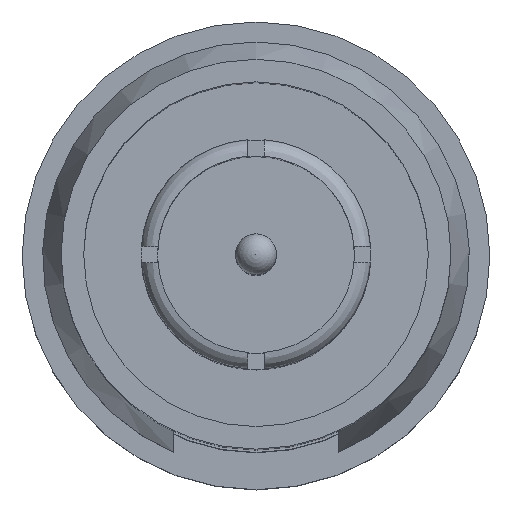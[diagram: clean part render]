
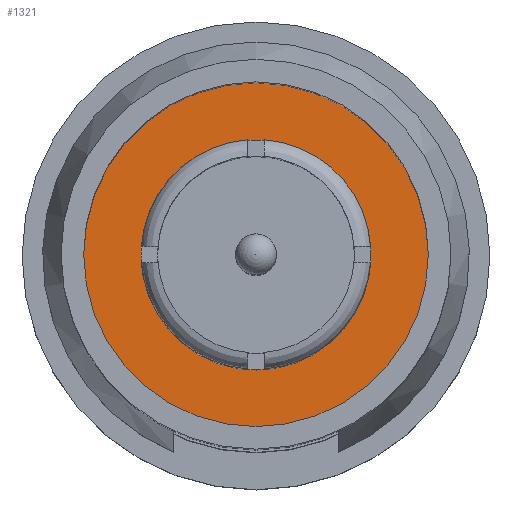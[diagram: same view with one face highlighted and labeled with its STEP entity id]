
A CAD part, top view. The second image highlights one B-rep face of the part: STEP entity #1321.
In plain terms, the highlighted planar face has unit normal (0, 0, 1).
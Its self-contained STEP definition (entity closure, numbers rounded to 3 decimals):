
#1200=PLANE('',#4733);
#1321=ADVANCED_FACE('',(#1559,#1560),#1200,.T.);
#1559=FACE_BOUND('',#1664,.T.);
#1560=FACE_BOUND('',#1665,.T.);
#1664=EDGE_LOOP('',(#2029));
#1665=EDGE_LOOP('',(#2030));
#2029=ORIENTED_EDGE('',*,*,#3033,.F.);
#2030=ORIENTED_EDGE('',*,*,#3034,.F.);
#2744=VERTEX_POINT('',#6664);
#2745=VERTEX_POINT('',#6667);
#3033=EDGE_CURVE('',#2744,#2744,#3398,.T.);
#3034=EDGE_CURVE('',#2745,#2745,#3399,.T.);
#3398=CIRCLE('',#4730,1.4);
#3399=CIRCLE('',#4732,2.1);
#4730=AXIS2_PLACEMENT_3D('',#6663,#5275,#5276);
#4732=AXIS2_PLACEMENT_3D('',#6666,#5279,#5280);
#4733=AXIS2_PLACEMENT_3D('',#6668,#5281,#5282);
#5275=DIRECTION('',(0.,0.,1.));
#5276=DIRECTION('',(-1.,0.,0.));
#5279=DIRECTION('',(0.,0.,-1.));
#5280=DIRECTION('',(-1.,0.,0.));
#5281=DIRECTION('',(0.,0.,1.));
#5282=DIRECTION('',(-1.,0.,0.));
#6663=CARTESIAN_POINT('',(0.,0.,3.13));
#6664=CARTESIAN_POINT('',(-1.4,0.,3.13));
#6666=CARTESIAN_POINT('',(0.,0.,3.13));
#6667=CARTESIAN_POINT('',(-2.1,0.,3.13));
#6668=CARTESIAN_POINT('',(2.31,2.31,3.13));
